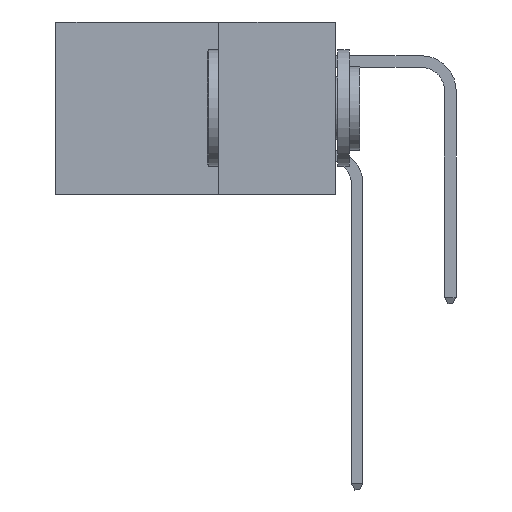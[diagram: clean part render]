
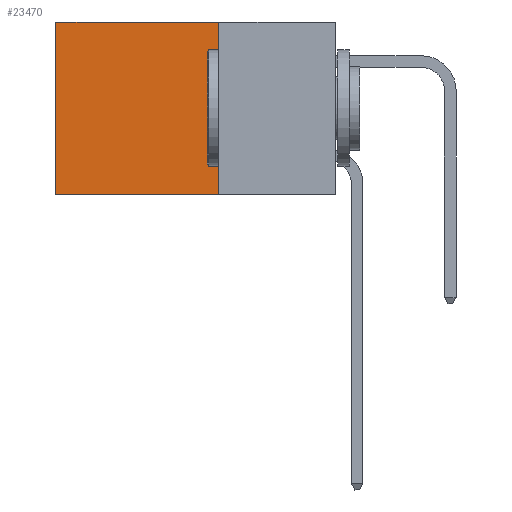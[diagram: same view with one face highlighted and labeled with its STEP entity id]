
A CAD part, left-side view. The second image highlights one B-rep face of the part: STEP entity #23470.
In plain terms, the highlighted planar face has unit normal (-1, 0, 0).
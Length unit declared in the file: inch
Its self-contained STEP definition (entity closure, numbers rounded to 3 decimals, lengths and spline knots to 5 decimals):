
#1151 = VERTEX_POINT ( 'NONE', #13691 ) ;
#3839 = ORIENTED_EDGE ( 'NONE', *, *, #4204, .F. ) ;
#4010 = LINE ( 'NONE', #19438, #6142 ) ;
#4204 = EDGE_CURVE ( 'NONE', #1151, #23853, #16229, .T. ) ;
#4477 = VECTOR ( 'NONE', #5988, 39.37008 ) ;
#5302 = CARTESIAN_POINT ( 'NONE',  ( 0.2875, 0.25, 0. ) ) ;
#5988 = DIRECTION ( 'NONE',  ( 0., 0., -1. ) ) ;
#6142 = VECTOR ( 'NONE', #21223, 39.37008 ) ;
#7130 = CARTESIAN_POINT ( 'NONE',  ( 0.2875, 0.25, -0.37 ) ) ;
#7280 = EDGE_CURVE ( 'NONE', #23853, #9691, #4010, .T. ) ;
#7472 = DIRECTION ( 'NONE',  ( 1., 0., 0. ) ) ;
#8703 = ORIENTED_EDGE ( 'NONE', *, *, #7280, .F. ) ;
#8759 = FACE_OUTER_BOUND ( 'NONE', #18393, .T. ) ;
#9691 = VERTEX_POINT ( 'NONE', #23008 ) ;
#10342 = ORIENTED_EDGE ( 'NONE', *, *, #10669, .T. ) ;
#10537 = DIRECTION ( 'NONE',  ( 0., 0., -1. ) ) ;
#10669 = EDGE_CURVE ( 'NONE', #16128, #9691, #17976, .T. ) ;
#11346 = CARTESIAN_POINT ( 'NONE',  ( 0.2875, 0.25, 0. ) ) ;
#12315 = LINE ( 'NONE', #5302, #17832 ) ;
#12863 = VECTOR ( 'NONE', #10537, 39.37008 ) ;
#13071 = AXIS2_PLACEMENT_3D ( 'NONE', #11346, #7472, #23214 ) ;
#13691 = CARTESIAN_POINT ( 'NONE',  ( 0.2875, 0.25, 0. ) ) ;
#16128 = VERTEX_POINT ( 'NONE', #19802 ) ;
#16229 = LINE ( 'NONE', #16651, #12863 ) ;
#16651 = CARTESIAN_POINT ( 'NONE',  ( 0.2875, 0.25, 0. ) ) ;
#17832 = VECTOR ( 'NONE', #18988, 39.37008 ) ;
#17976 = LINE ( 'NONE', #21396, #4477 ) ;
#18393 = EDGE_LOOP ( 'NONE', ( #10342, #8703, #3839, #19411 ) ) ;
#18889 = EDGE_CURVE ( 'NONE', #1151, #16128, #12315, .T. ) ;
#18988 = DIRECTION ( 'NONE',  ( 0., 1., 0. ) ) ;
#19411 = ORIENTED_EDGE ( 'NONE', *, *, #18889, .T. ) ;
#19438 = CARTESIAN_POINT ( 'NONE',  ( 0.2875, 0.25, -0.37 ) ) ;
#19607 = PLANE ( 'NONE',  #13071 ) ;
#19802 = CARTESIAN_POINT ( 'NONE',  ( 0.2875, 0.6, 0. ) ) ;
#21223 = DIRECTION ( 'NONE',  ( 0., 1., 0. ) ) ;
#21396 = CARTESIAN_POINT ( 'NONE',  ( 0.2875, 0.6, 0. ) ) ;
#23008 = CARTESIAN_POINT ( 'NONE',  ( 0.2875, 0.6, -0.37 ) ) ;
#23214 = DIRECTION ( 'NONE',  ( 0., 0., -1. ) ) ;
#23470 = ADVANCED_FACE ( 'NONE', ( #8759 ), #19607, .F. ) ;
#23853 = VERTEX_POINT ( 'NONE', #7130 ) ;
